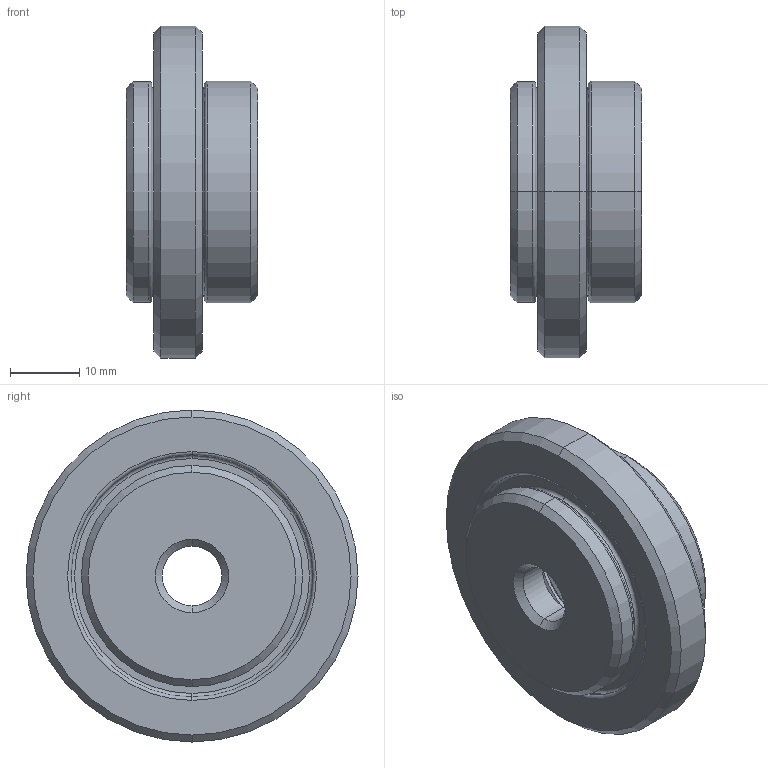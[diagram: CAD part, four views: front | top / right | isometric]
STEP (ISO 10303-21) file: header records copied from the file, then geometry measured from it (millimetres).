
FILE_DESCRIPTION (( 'STEP AP203' ), '1' );
FILE_NAME ('porte meule 7.STEP', '2020-12-16T13:43:54', ( '' ), ( '' ), 'SwSTEP 2.0', 'SolidWorks 2019', '' );
FILE_SCHEMA (( 'CONFIG_CONTROL_DESIGN' ));
Length unit declared in the file: millimetre
Products named in the file (1): porte meule 7
Bounding box: 19 x 48 x 48 mm (x, y, z)
Volume: 16182.3 mm3; surface area: 8058.4 mm2
Topology: 1 solids, 1 shells, 76 faces, 161 edges, 95 vertices
Faces by surface type: cylinder 30, torus 20, plane 12, cone 10, bspline 4
Entity records: 3361 total; most frequent: CARTESIAN_POINT 1668, DIRECTION 370, ORIENTED_EDGE 322, AXIS2_PLACEMENT_3D 163, EDGE_CURVE 161, VERTEX_POINT 95, CIRCLE 90, EDGE_LOOP 86
